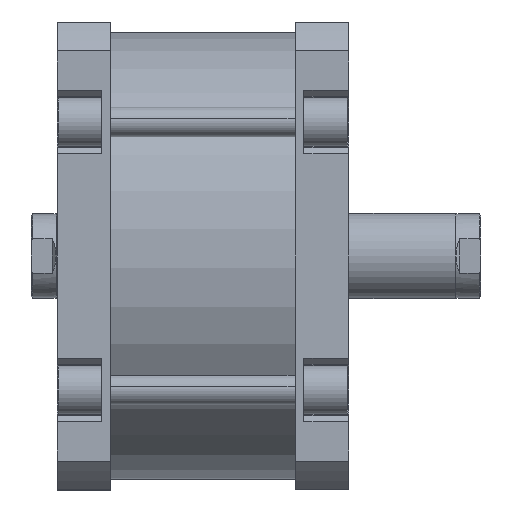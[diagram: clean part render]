
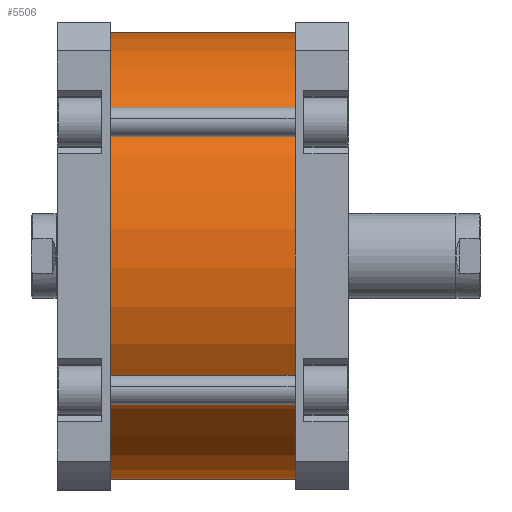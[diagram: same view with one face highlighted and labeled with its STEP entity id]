
A CAD part, front view. The second image highlights one B-rep face of the part: STEP entity #5506.
In plain terms, the highlighted cylindrical face has radius 105 mm (diameter 210 mm), a partial arc.
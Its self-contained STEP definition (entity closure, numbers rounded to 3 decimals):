
#373 = AXIS2_PLACEMENT_3D ( 'NONE', #4942, #4944, #4945 ) ;
#377 = AXIS2_PLACEMENT_3D ( 'NONE', #4951, #4952, #4953 ) ;
#521 = AXIS2_PLACEMENT_3D ( 'NONE', #2684, #2683, #2682 ) ;
#1466 = VECTOR ( 'NONE', #4923, 1000. ) ;
#1468 = LINE ( 'NONE', #4921, #1473 ) ;
#1471 = LINE ( 'NONE', #4915, #1466 ) ;
#1473 = VECTOR ( 'NONE', #4925, 1000. ) ;
#1487 = CIRCLE ( 'NONE', #373, 105. ) ;
#1491 = CIRCLE ( 'NONE', #377, 105. ) ;
#2682 = DIRECTION ( 'NONE',  ( -1., 0., 0. ) ) ;
#2683 = DIRECTION ( 'NONE',  ( 0., 0., -1. ) ) ;
#2684 = CARTESIAN_POINT ( 'NONE',  ( 0., 0., 87. ) ) ;
#3292 = FACE_OUTER_BOUND ( 'NONE', #3737, .T. ) ;
#3295 = CYLINDRICAL_SURFACE ( 'NONE', #521, 105. ) ;
#3737 = EDGE_LOOP ( 'NONE', ( #5616, #5782, #5780, #5622 ) ) ;
#3831 = VERTEX_POINT ( 'NONE', #4738 ) ;
#3832 = VERTEX_POINT ( 'NONE', #4739 ) ;
#3833 = VERTEX_POINT ( 'NONE', #4740 ) ;
#3836 = VERTEX_POINT ( 'NONE', #4743 ) ;
#4738 = CARTESIAN_POINT ( 'NONE',  ( -105., 0., 0. ) ) ;
#4739 = CARTESIAN_POINT ( 'NONE',  ( -105., 0., 87. ) ) ;
#4740 = CARTESIAN_POINT ( 'NONE',  ( 105., 0., 87. ) ) ;
#4743 = CARTESIAN_POINT ( 'NONE',  ( 105., 0., 0. ) ) ;
#4915 = CARTESIAN_POINT ( 'NONE',  ( -105., 0., 87. ) ) ;
#4921 = CARTESIAN_POINT ( 'NONE',  ( 105., 0., 87. ) ) ;
#4923 = DIRECTION ( 'NONE',  ( 0., 0., -1. ) ) ;
#4925 = DIRECTION ( 'NONE',  ( 0., 0., -1. ) ) ;
#4942 = CARTESIAN_POINT ( 'NONE',  ( 0., 0., 87. ) ) ;
#4944 = DIRECTION ( 'NONE',  ( 0., 0., 1. ) ) ;
#4945 = DIRECTION ( 'NONE',  ( 1., 0., 0. ) ) ;
#4951 = CARTESIAN_POINT ( 'NONE',  ( 0., 0., 0. ) ) ;
#4952 = DIRECTION ( 'NONE',  ( 0., 0., 1. ) ) ;
#4953 = DIRECTION ( 'NONE',  ( 1., 0., 0. ) ) ;
#5204 = EDGE_CURVE ( 'NONE', #3832, #3831, #1471, .T. ) ;
#5205 = EDGE_CURVE ( 'NONE', #3833, #3836, #1468, .T. ) ;
#5213 = EDGE_CURVE ( 'NONE', #3832, #3833, #1487, .T. ) ;
#5216 = EDGE_CURVE ( 'NONE', #3831, #3836, #1491, .T. ) ;
#5506 = ADVANCED_FACE ( 'NONE', ( #3292 ), #3295, .T. ) ;
#5616 = ORIENTED_EDGE ( 'NONE', *, *, #5205, .F. ) ;
#5622 = ORIENTED_EDGE ( 'NONE', *, *, #5216, .T. ) ;
#5780 = ORIENTED_EDGE ( 'NONE', *, *, #5204, .T. ) ;
#5782 = ORIENTED_EDGE ( 'NONE', *, *, #5213, .F. ) ;
